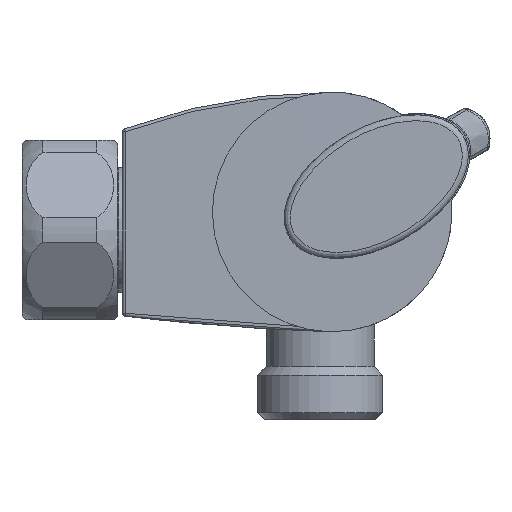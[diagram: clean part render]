
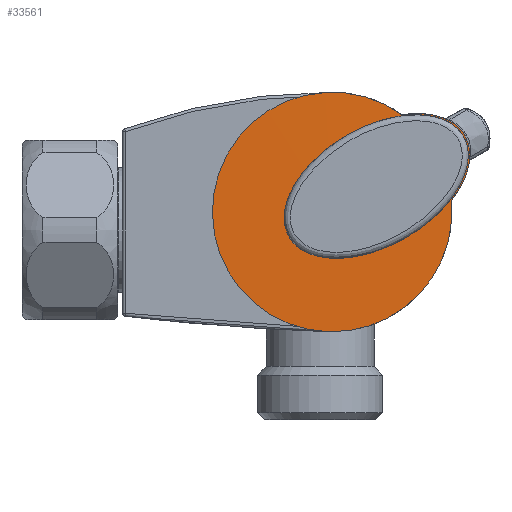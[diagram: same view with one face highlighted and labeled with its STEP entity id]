
A CAD part, front view. The second image highlights one B-rep face of the part: STEP entity #33561.
In plain terms, the highlighted spherical face has radius 2000 mm.
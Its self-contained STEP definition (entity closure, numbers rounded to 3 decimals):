
#123=SPHERICAL_SURFACE('',#36091,2000.);
#1399=B_SPLINE_CURVE_WITH_KNOTS('',3,(#56353,#56354,#56355,#56356,#56357,
#56358,#56359,#56360,#56361,#56362,#56363),.UNSPECIFIED.,.F.,.F.,(4,1,1,
1,1,1,1,1,4),(0.,0.003,0.006,0.009,
0.012,0.014,0.017,0.02,
0.023),.UNSPECIFIED.);
#11263=ORIENTED_EDGE('',*,*,#15365,.F.);
#11264=ORIENTED_EDGE('',*,*,#15366,.F.);
#15365=EDGE_CURVE('',#17753,#17751,#19149,.T.);
#15366=EDGE_CURVE('',#17751,#17753,#1399,.T.);
#17751=VERTEX_POINT('',#56346);
#17753=VERTEX_POINT('',#56350);
#19149=CIRCLE('',#36090,20.001);
#20692=EDGE_LOOP('',(#11263,#11264));
#22334=FACE_BOUND('',#20692,.T.);
#33561=ADVANCED_FACE('',(#22334),#123,.T.);
#36090=AXIS2_PLACEMENT_3D('',#56351,#42165,#42166);
#36091=AXIS2_PLACEMENT_3D('',#56352,#42167,#42168);
#42165=DIRECTION('',(0.,1.,0.));
#42166=DIRECTION('',(0.866,0.,0.5));
#42167=DIRECTION('',(0.,1.,0.));
#42168=DIRECTION('',(-0.866,0.,-0.5));
#56346=CARTESIAN_POINT('',(13.645,-145.52,16.261));
#56350=CARTESIAN_POINT('',(21.905,-145.52,1.955));
#56351=CARTESIAN_POINT('',(2.,-145.52,0.));
#56352=CARTESIAN_POINT('',(2.,1854.38,0.));
#56353=CARTESIAN_POINT('',(13.645,-145.52,16.261));
#56354=CARTESIAN_POINT('',(14.615,-145.513,16.4));
#56355=CARTESIAN_POINT('',(16.545,-145.499,16.537));
#56356=CARTESIAN_POINT('',(19.446,-145.479,16.205));
#56357=CARTESIAN_POINT('',(22.232,-145.462,15.079));
#56358=CARTESIAN_POINT('',(24.347,-145.454,12.93));
#56359=CARTESIAN_POINT('',(25.173,-145.461,10.012));
#56360=CARTESIAN_POINT('',(24.771,-145.479,7.056));
#56361=CARTESIAN_POINT('',(23.602,-145.499,4.337));
#56362=CARTESIAN_POINT('',(22.512,-145.513,2.727));
#56363=CARTESIAN_POINT('',(21.905,-145.52,1.955));
